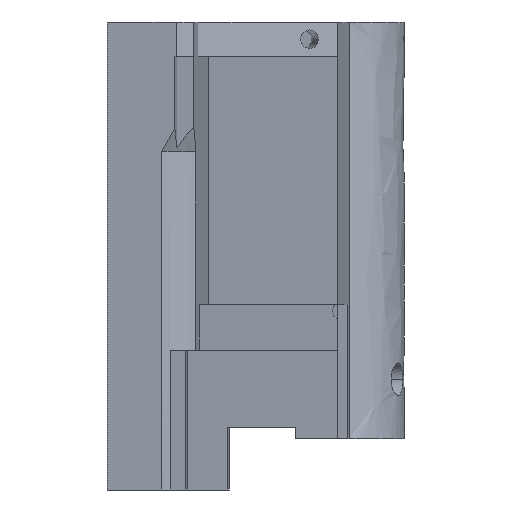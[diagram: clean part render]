
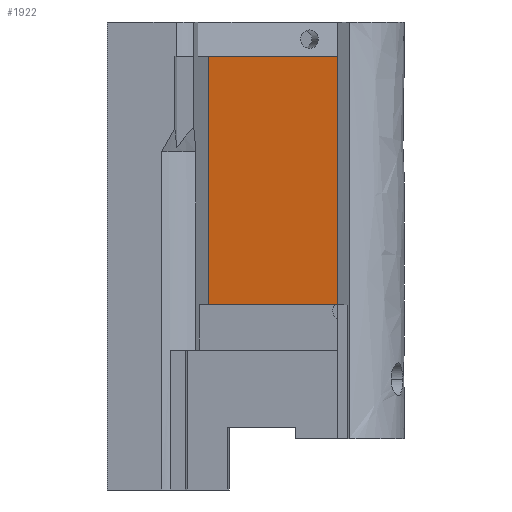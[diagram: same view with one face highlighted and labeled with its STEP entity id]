
A CAD part, left-side view. The second image highlights one B-rep face of the part: STEP entity #1922.
In plain terms, the highlighted planar face has unit normal (-0.983, 0.182, 0).
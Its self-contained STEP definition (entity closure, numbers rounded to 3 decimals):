
#91 = VERTEX_POINT ( 'NONE', #1786 ) ;
#180 = VECTOR ( 'NONE', #683, 1000. ) ;
#280 = VECTOR ( 'NONE', #1554, 1000. ) ;
#282 = LINE ( 'NONE', #938, #1955 ) ;
#683 = DIRECTION ( 'NONE',  ( 0.182, 0.983, 0. ) ) ;
#759 = ORIENTED_EDGE ( 'NONE', *, *, #2866, .T. ) ;
#881 = CARTESIAN_POINT ( 'NONE',  ( -21.505, 11.166, -4.595 ) ) ;
#938 = CARTESIAN_POINT ( 'NONE',  ( -22.5, 5.799, -4.595 ) ) ;
#970 = LINE ( 'NONE', #2841, #180 ) ;
#1017 = PLANE ( 'NONE',  #1744 ) ;
#1020 = ORIENTED_EDGE ( 'NONE', *, *, #2186, .F. ) ;
#1068 = VERTEX_POINT ( 'NONE', #881 ) ;
#1205 = EDGE_CURVE ( 'NONE', #3531, #2624, #970, .T. ) ;
#1247 = LINE ( 'NONE', #3399, #280 ) ;
#1532 = EDGE_LOOP ( 'NONE', ( #3686, #759, #1020, #1936 ) ) ;
#1554 = DIRECTION ( 'NONE',  ( 0., 0., 1. ) ) ;
#1744 = AXIS2_PLACEMENT_3D ( 'NONE', #2247, #3507, #2304 ) ;
#1786 = CARTESIAN_POINT ( 'NONE',  ( -28.493, -26.525, -4.595 ) ) ;
#1922 = ADVANCED_FACE ( 'NONE', ( #1997 ), #1017, .T. ) ;
#1936 = ORIENTED_EDGE ( 'NONE', *, *, #3143, .F. ) ;
#1955 = VECTOR ( 'NONE', #2460, 1000. ) ;
#1997 = FACE_OUTER_BOUND ( 'NONE', #1532, .T. ) ;
#2066 = DIRECTION ( 'NONE',  ( 0., 0., 1. ) ) ;
#2186 = EDGE_CURVE ( 'NONE', #1068, #91, #282, .T. ) ;
#2247 = CARTESIAN_POINT ( 'NONE',  ( -22.5, 5.799, -87.928 ) ) ;
#2304 = DIRECTION ( 'NONE',  ( 0., 0., -1. ) ) ;
#2460 = DIRECTION ( 'NONE',  ( -0.182, -0.983, 0. ) ) ;
#2624 = VERTEX_POINT ( 'NONE', #3125 ) ;
#2841 = CARTESIAN_POINT ( 'NONE',  ( -21.505, 11.166, -77.095 ) ) ;
#2866 = EDGE_CURVE ( 'NONE', #3531, #91, #1247, .T. ) ;
#3125 = CARTESIAN_POINT ( 'NONE',  ( -21.505, 11.166, -77.095 ) ) ;
#3143 = EDGE_CURVE ( 'NONE', #2624, #1068, #3328, .T. ) ;
#3212 = VECTOR ( 'NONE', #2066, 1000. ) ;
#3328 = LINE ( 'NONE', #3370, #3212 ) ;
#3370 = CARTESIAN_POINT ( 'NONE',  ( -21.505, 11.166, -87.928 ) ) ;
#3399 = CARTESIAN_POINT ( 'NONE',  ( -28.493, -26.525, -87.928 ) ) ;
#3507 = DIRECTION ( 'NONE',  ( -0.983, 0.182, 0. ) ) ;
#3531 = VERTEX_POINT ( 'NONE', #3581 ) ;
#3581 = CARTESIAN_POINT ( 'NONE',  ( -28.493, -26.525, -77.095 ) ) ;
#3686 = ORIENTED_EDGE ( 'NONE', *, *, #1205, .F. ) ;
